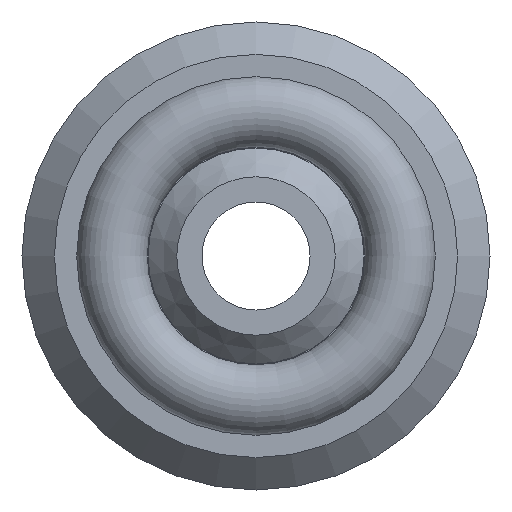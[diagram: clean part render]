
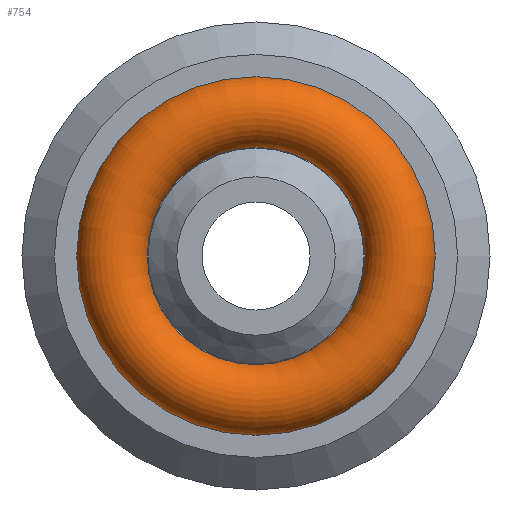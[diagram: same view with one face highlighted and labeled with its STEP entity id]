
A CAD part, front view. The second image highlights one B-rep face of the part: STEP entity #754.
In plain terms, the highlighted toroidal (fillet/blend) face has major radius 2 mm and minor radius 0.5 mm.
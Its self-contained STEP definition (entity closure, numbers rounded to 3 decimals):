
#22=TOROIDAL_SURFACE('',#826,2.,0.5);
#185=ORIENTED_EDGE('',*,*,#189,.F.);
#186=ORIENTED_EDGE('',*,*,#191,.F.);
#189=EDGE_CURVE('',#243,#243,#285,.T.);
#191=EDGE_CURVE('',#245,#245,#287,.T.);
#243=VERTEX_POINT('',#985);
#245=VERTEX_POINT('',#990);
#285=CIRCLE('',#762,1.51);
#287=CIRCLE('',#765,2.49);
#373=EDGE_LOOP('',(#185));
#374=EDGE_LOOP('',(#186));
#435=FACE_BOUND('',#373,.T.);
#436=FACE_BOUND('',#374,.T.);
#754=ADVANCED_FACE('',(#435,#436),#22,.T.);
#762=AXIS2_PLACEMENT_3D('',#984,#832,#833);
#765=AXIS2_PLACEMENT_3D('',#989,#838,#839);
#826=AXIS2_PLACEMENT_3D('',#1132,#978,#979);
#832=DIRECTION('',(0.,-1.,0.));
#833=DIRECTION('',(0.,0.,-1.));
#838=DIRECTION('',(0.,1.,0.));
#839=DIRECTION('',(0.,0.,1.));
#978=DIRECTION('',(0.,-1.,0.));
#979=DIRECTION('',(0.,0.,1.));
#984=CARTESIAN_POINT('',(0.,3.,0.));
#985=CARTESIAN_POINT('',(0.,3.,-1.51));
#989=CARTESIAN_POINT('',(0.,3.,0.));
#990=CARTESIAN_POINT('',(0.,3.,2.49));
#1132=CARTESIAN_POINT('',(0.,3.1,0.));
